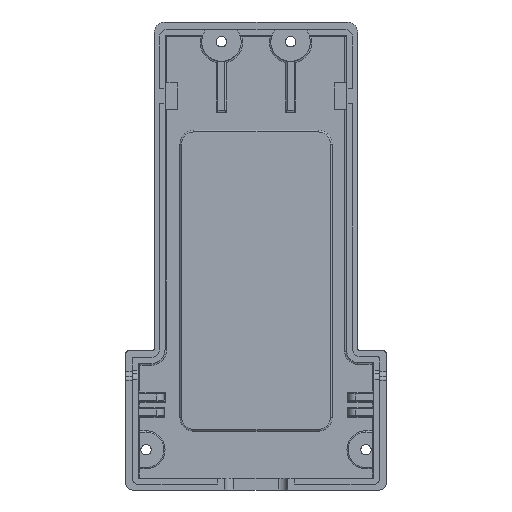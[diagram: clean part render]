
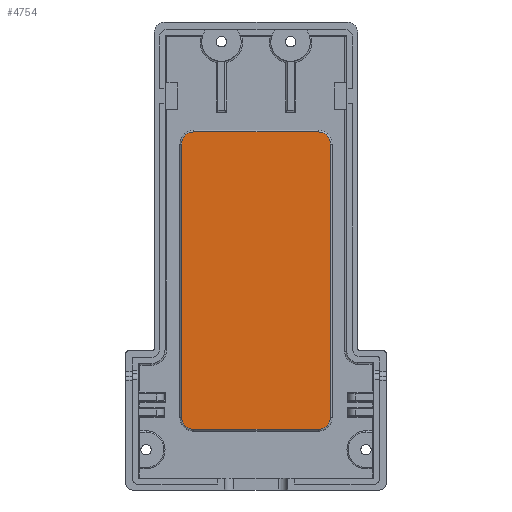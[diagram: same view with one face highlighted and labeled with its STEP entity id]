
A CAD part, front view. The second image highlights one B-rep face of the part: STEP entity #4754.
In plain terms, the highlighted planar face has unit normal (0, -1, 0).
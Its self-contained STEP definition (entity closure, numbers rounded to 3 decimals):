
#228=PLANE('',#5300);
#476=FACE_OUTER_BOUND('',#760,.T.);
#760=EDGE_LOOP('',(#4263,#4264,#4265,#4266,#4267,#4268,#4269,#4270));
#1185=LINE('',#8579,#1587);
#1186=LINE('',#8583,#1588);
#1187=LINE('',#8587,#1589);
#1188=LINE('',#8590,#1590);
#1587=VECTOR('',#6746,10.);
#1588=VECTOR('',#6749,10.);
#1589=VECTOR('',#6752,10.);
#1590=VECTOR('',#6755,10.);
#1835=CIRCLE('',#5301,1.75);
#1836=CIRCLE('',#5302,1.75);
#1837=CIRCLE('',#5303,1.75);
#1838=CIRCLE('',#5304,1.75);
#2281=VERTEX_POINT('',#8575);
#2282=VERTEX_POINT('',#8576);
#2283=VERTEX_POINT('',#8578);
#2284=VERTEX_POINT('',#8580);
#2285=VERTEX_POINT('',#8582);
#2286=VERTEX_POINT('',#8584);
#2287=VERTEX_POINT('',#8586);
#2288=VERTEX_POINT('',#8588);
#2966=EDGE_CURVE('',#2281,#2282,#1835,.T.);
#2967=EDGE_CURVE('',#2283,#2281,#1185,.T.);
#2968=EDGE_CURVE('',#2284,#2283,#1836,.T.);
#2969=EDGE_CURVE('',#2285,#2284,#1186,.T.);
#2970=EDGE_CURVE('',#2286,#2285,#1837,.T.);
#2971=EDGE_CURVE('',#2287,#2286,#1187,.T.);
#2972=EDGE_CURVE('',#2288,#2287,#1838,.T.);
#2973=EDGE_CURVE('',#2282,#2288,#1188,.T.);
#4263=ORIENTED_EDGE('',*,*,#2966,.F.);
#4264=ORIENTED_EDGE('',*,*,#2967,.F.);
#4265=ORIENTED_EDGE('',*,*,#2968,.F.);
#4266=ORIENTED_EDGE('',*,*,#2969,.F.);
#4267=ORIENTED_EDGE('',*,*,#2970,.F.);
#4268=ORIENTED_EDGE('',*,*,#2971,.F.);
#4269=ORIENTED_EDGE('',*,*,#2972,.F.);
#4270=ORIENTED_EDGE('',*,*,#2973,.F.);
#4754=ADVANCED_FACE('',(#476),#228,.T.);
#5300=AXIS2_PLACEMENT_3D('',#8574,#6742,#6743);
#5301=AXIS2_PLACEMENT_3D('',#8577,#6744,#6745);
#5302=AXIS2_PLACEMENT_3D('',#8581,#6747,#6748);
#5303=AXIS2_PLACEMENT_3D('',#8585,#6750,#6751);
#5304=AXIS2_PLACEMENT_3D('',#8589,#6753,#6754);
#6742=DIRECTION('center_axis',(0.,-1.,0.));
#6743=DIRECTION('ref_axis',(0.,0.,-1.));
#6744=DIRECTION('center_axis',(0.,1.,0.));
#6745=DIRECTION('ref_axis',(0.707,0.,-0.707));
#6746=DIRECTION('',(0.,0.,-1.));
#6747=DIRECTION('center_axis',(0.,1.,0.));
#6748=DIRECTION('ref_axis',(0.707,0.,0.707));
#6749=DIRECTION('',(1.,0.,0.));
#6750=DIRECTION('center_axis',(0.,1.,0.));
#6751=DIRECTION('ref_axis',(-0.707,0.,0.707));
#6752=DIRECTION('',(0.,0.,1.));
#6753=DIRECTION('center_axis',(0.,1.,0.));
#6754=DIRECTION('ref_axis',(-0.707,0.,-0.707));
#6755=DIRECTION('',(-1.,0.,0.));
#8574=CARTESIAN_POINT('Origin',(52.45,-5.55,13.916));
#8575=CARTESIAN_POINT('',(63.208,-5.55,-5.85));
#8576=CARTESIAN_POINT('',(61.458,-5.55,-7.6));
#8577=CARTESIAN_POINT('Origin',(61.458,-5.55,-5.85));
#8578=CARTESIAN_POINT('',(63.208,-5.55,33.681));
#8579=CARTESIAN_POINT('',(63.208,-5.55,3.033));
#8580=CARTESIAN_POINT('',(61.458,-5.55,35.431));
#8581=CARTESIAN_POINT('Origin',(61.458,-5.55,33.681));
#8582=CARTESIAN_POINT('',(43.442,-5.55,35.431));
#8583=CARTESIAN_POINT('',(57.954,-5.55,35.431));
#8584=CARTESIAN_POINT('',(41.692,-5.55,33.681));
#8585=CARTESIAN_POINT('Origin',(43.442,-5.55,33.681));
#8586=CARTESIAN_POINT('',(41.692,-5.55,-5.85));
#8587=CARTESIAN_POINT('',(41.692,-5.55,24.799));
#8588=CARTESIAN_POINT('',(43.442,-5.55,-7.6));
#8589=CARTESIAN_POINT('Origin',(43.442,-5.55,-5.85));
#8590=CARTESIAN_POINT('',(46.946,-5.55,-7.6));
